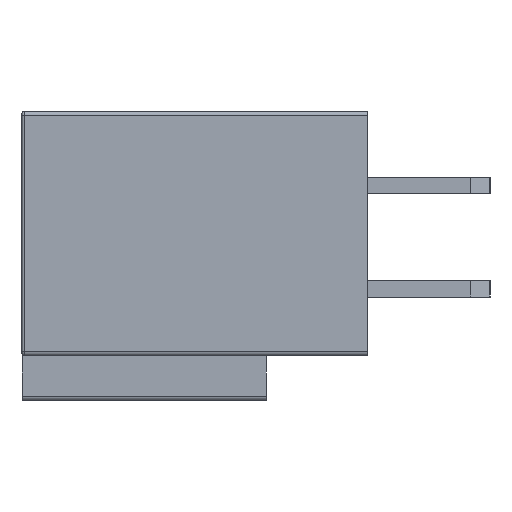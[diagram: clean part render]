
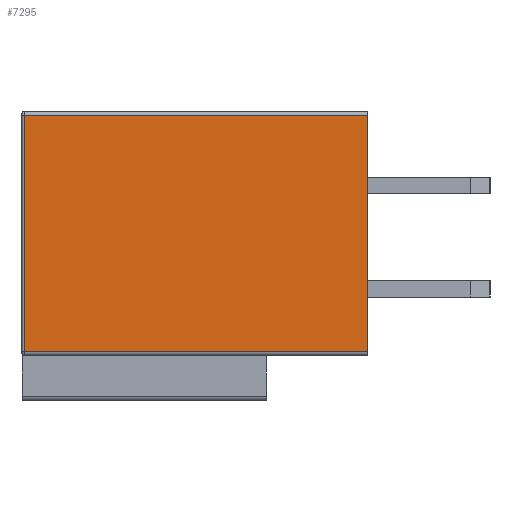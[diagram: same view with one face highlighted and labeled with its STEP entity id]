
A CAD part, left-side view. The second image highlights one B-rep face of the part: STEP entity #7295.
In plain terms, the highlighted planar face has unit normal (-1, 0, 0).
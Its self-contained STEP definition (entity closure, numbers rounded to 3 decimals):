
#232 = CARTESIAN_POINT ( 'NONE',  ( -18.91, 0., 3.45 ) ) ;
#255 = VERTEX_POINT ( 'NONE', #5566 ) ;
#474 = DIRECTION ( 'NONE',  ( 0., 0., -1. ) ) ;
#1245 = CARTESIAN_POINT ( 'NONE',  ( -18.91, 0., 3.55 ) ) ;
#1336 = CARTESIAN_POINT ( 'NONE',  ( -18.91, 8.5, 3.55 ) ) ;
#1361 = FACE_OUTER_BOUND ( 'NONE', #4244, .T. ) ;
#1417 = VECTOR ( 'NONE', #7799, 1000. ) ;
#1487 = DIRECTION ( 'NONE',  ( 0., -1., 0. ) ) ;
#2068 = ORIENTED_EDGE ( 'NONE', *, *, #3315, .T. ) ;
#2357 = CARTESIAN_POINT ( 'NONE',  ( -18.91, 0., -2.35 ) ) ;
#2483 = CARTESIAN_POINT ( 'NONE',  ( -18.91, 8.45, 3.55 ) ) ;
#2626 = PLANE ( 'NONE',  #3922 ) ;
#3315 = EDGE_CURVE ( 'NONE', #7910, #255, #3618, .T. ) ;
#3618 = LINE ( 'NONE', #2357, #8437 ) ;
#3906 = DIRECTION ( 'NONE',  ( -1., 0., 0. ) ) ;
#3922 = AXIS2_PLACEMENT_3D ( 'NONE', #1336, #3906, #6648 ) ;
#4214 = EDGE_CURVE ( 'NONE', #6290, #7910, #6955, .T. ) ;
#4244 = EDGE_LOOP ( 'NONE', ( #5540, #5776, #2068, #5952 ) ) ;
#4988 = LINE ( 'NONE', #5242, #1417 ) ;
#5242 = CARTESIAN_POINT ( 'NONE',  ( -18.91, 8.5, 3.45 ) ) ;
#5365 = CARTESIAN_POINT ( 'NONE',  ( -18.91, 8.45, 3.45 ) ) ;
#5465 = LINE ( 'NONE', #1245, #7623 ) ;
#5540 = ORIENTED_EDGE ( 'NONE', *, *, #6979, .T. ) ;
#5566 = CARTESIAN_POINT ( 'NONE',  ( -18.91, 0., -2.35 ) ) ;
#5776 = ORIENTED_EDGE ( 'NONE', *, *, #4214, .T. ) ;
#5952 = ORIENTED_EDGE ( 'NONE', *, *, #7168, .F. ) ;
#5985 = CARTESIAN_POINT ( 'NONE',  ( -18.91, 8.45, -2.35 ) ) ;
#6290 = VERTEX_POINT ( 'NONE', #5365 ) ;
#6331 = VECTOR ( 'NONE', #474, 1000. ) ;
#6648 = DIRECTION ( 'NONE',  ( 0., 0., 1. ) ) ;
#6955 = LINE ( 'NONE', #2483, #6331 ) ;
#6979 = EDGE_CURVE ( 'NONE', #8355, #6290, #4988, .T. ) ;
#7168 = EDGE_CURVE ( 'NONE', #8355, #255, #5465, .T. ) ;
#7295 = ADVANCED_FACE ( 'NONE', ( #1361 ), #2626, .T. ) ;
#7623 = VECTOR ( 'NONE', #7778, 1000. ) ;
#7778 = DIRECTION ( 'NONE',  ( 0., 0., -1. ) ) ;
#7799 = DIRECTION ( 'NONE',  ( 0., 1., 0. ) ) ;
#7910 = VERTEX_POINT ( 'NONE', #5985 ) ;
#8355 = VERTEX_POINT ( 'NONE', #232 ) ;
#8437 = VECTOR ( 'NONE', #1487, 1000. ) ;
